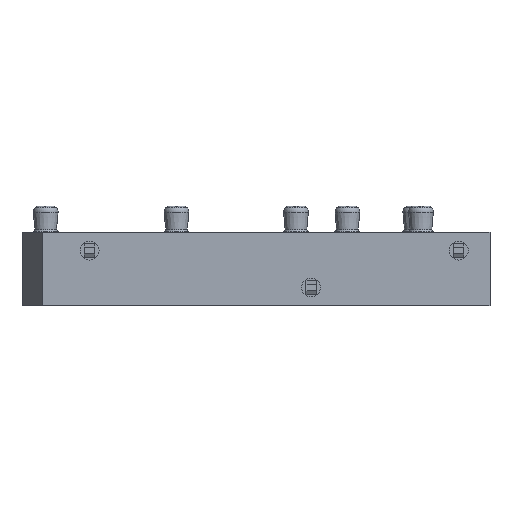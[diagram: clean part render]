
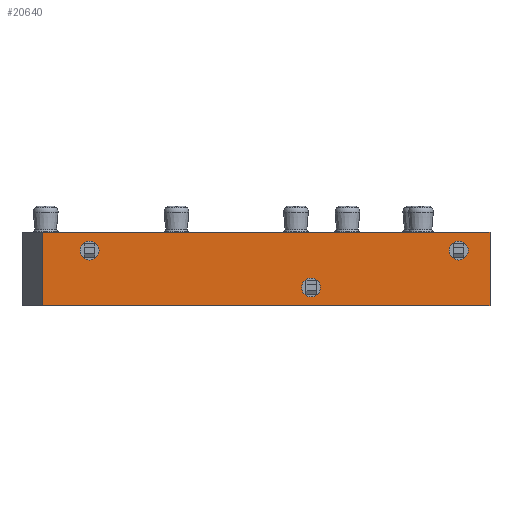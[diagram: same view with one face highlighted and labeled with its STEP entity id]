
A CAD part, front view. The second image highlights one B-rep face of the part: STEP entity #20640.
In plain terms, the highlighted planar face has unit normal (0, -1, 0).
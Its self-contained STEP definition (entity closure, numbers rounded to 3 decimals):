
#100=CARTESIAN_POINT('',(93.367,-11.845,
   -1.27));
#110=VERTEX_POINT('',#100);
#160=CARTESIAN_POINT('',(92.717,-11.845,
   -1.27));
#170=DIRECTION('',(0.,-1.,
   0.));
#180=DIRECTION('',(1.,0.,
   0.));
#190=AXIS2_PLACEMENT_3D('',#160,#170,#180);
#200=CIRCLE('',#190,0.65);
#210=CARTESIAN_POINT('',(92.067,-11.845,
   -1.27));
#220=VERTEX_POINT('',#210);
#230=EDGE_CURVE('',#220,#110,#200,.T.);
#14490=CARTESIAN_POINT('',(105.027,
   -11.845,2.54));
#14500=VERTEX_POINT('',#14490);
#14530=CARTESIAN_POINT('',(74.227,
   -11.845,2.54));
#14540=DIRECTION('',(1.,0.,
   0.));
#14550=VECTOR('',#14540,1.);
#14560=LINE('',#14530,#14550);
#14570=CARTESIAN_POINT('',(74.227,
   -11.845,2.54));
#14580=VERTEX_POINT('',#14570);
#14590=EDGE_CURVE('',#14580,#14500,#14560,.T.);
#19990=CARTESIAN_POINT('',(95.427,
   -11.845,2.54));
#20000=DIRECTION('',(0.,-1.,
   0.));
#20010=DIRECTION('',(-1.,0.,
   0.));
#20020=AXIS2_PLACEMENT_3D('',#19990,#20000,#20010);
#20030=PLANE('',#20020);
#20040=CARTESIAN_POINT('',(105.027,
   -11.845,2.54));
#20050=DIRECTION('',(0.,0.,
   -1.));
#20060=VECTOR('',#20050,1.);
#20070=LINE('',#20040,#20060);
#20080=CARTESIAN_POINT('',(105.027,
   -11.845,-2.54));
#20090=VERTEX_POINT('',#20080);
#20100=EDGE_CURVE('',#14500,#20090,#20070,.T.);
#20110=ORIENTED_EDGE('',*,*,#20100,.F.);
#20120=CARTESIAN_POINT('',(10.17,
   -11.845,-2.54));
#20130=DIRECTION('',(-1.,0.,
   0.));
#20140=VECTOR('',#20130,1.);
#20150=LINE('',#20120,#20140);
#20160=CARTESIAN_POINT('',(74.227,
   -11.845,-2.54));
#20170=VERTEX_POINT('',#20160);
#20180=EDGE_CURVE('',#20090,#20170,#20150,.T.);
#20190=ORIENTED_EDGE('',*,*,#20180,.F.);
#20200=CARTESIAN_POINT('',(74.227,
   -11.845,0.));
#20210=DIRECTION('',(0.,0.,
   1.));
#20220=VECTOR('',#20210,1.);
#20230=LINE('',#20200,#20220);
#20240=EDGE_CURVE('',#20170,#14580,#20230,.T.);
#20250=ORIENTED_EDGE('',*,*,#20240,.F.);
#20260=ORIENTED_EDGE('',*,*,#14590,.F.);
#20270=EDGE_LOOP('',(#20260,#20250,#20190,#20110));
#20280=FACE_OUTER_BOUND('',#20270,.T.);
#20290=EDGE_CURVE('',#110,#220,#200,.T.);
#20300=ORIENTED_EDGE('',*,*,#20290,.F.);
#20310=ORIENTED_EDGE('',*,*,#230,.F.);
#20320=EDGE_LOOP('',(#20310,#20300));
#20330=FACE_BOUND('',#20320,.T.);
#20340=CARTESIAN_POINT('',(102.877,
   -11.845,1.27));
#20350=DIRECTION('',(0.,-1.,
   0.));
#20360=DIRECTION('',(1.,0.,
   0.));
#20370=AXIS2_PLACEMENT_3D('',#20340,#20350,#20360);
#20380=CIRCLE('',#20370,0.65);
#20390=CARTESIAN_POINT('',(103.527,
   -11.845,1.27));
#20400=VERTEX_POINT('',#20390);
#20410=CARTESIAN_POINT('',(102.227,
   -11.845,1.27));
#20420=VERTEX_POINT('',#20410);
#20430=EDGE_CURVE('',#20400,#20420,#20380,.T.);
#20440=ORIENTED_EDGE('',*,*,#20430,.F.);
#20450=EDGE_CURVE('',#20420,#20400,#20380,.T.);
#20460=ORIENTED_EDGE('',*,*,#20450,.F.);
#20470=EDGE_LOOP('',(#20460,#20440));
#20480=FACE_BOUND('',#20470,.T.);
#20490=CARTESIAN_POINT('',(77.477,
   -11.845,1.27));
#20500=DIRECTION('',(0.,-1.,
   0.));
#20510=DIRECTION('',(1.,0.,
   0.));
#20520=AXIS2_PLACEMENT_3D('',#20490,#20500,#20510);
#20530=CIRCLE('',#20520,0.65);
#20540=CARTESIAN_POINT('',(78.127,
   -11.845,1.27));
#20550=VERTEX_POINT('',#20540);
#20560=CARTESIAN_POINT('',(76.827,
   -11.845,1.27));
#20570=VERTEX_POINT('',#20560);
#20580=EDGE_CURVE('',#20550,#20570,#20530,.T.);
#20590=ORIENTED_EDGE('',*,*,#20580,.F.);
#20600=EDGE_CURVE('',#20570,#20550,#20530,.T.);
#20610=ORIENTED_EDGE('',*,*,#20600,.F.);
#20620=EDGE_LOOP('',(#20610,#20590));
#20630=FACE_BOUND('',#20620,.T.);
#20640=ADVANCED_FACE('',(#20280,#20330,#20480,#20630),#20030,.T.);
